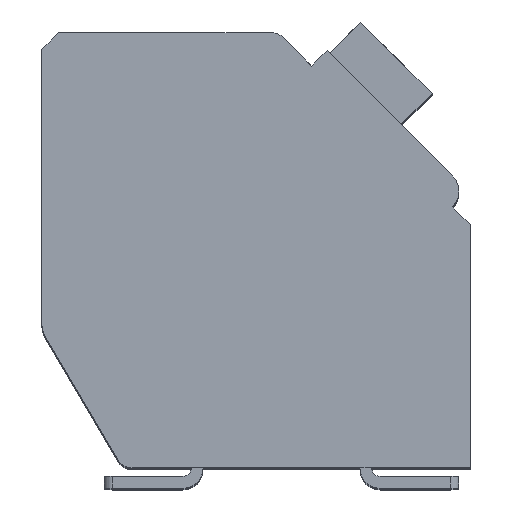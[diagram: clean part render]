
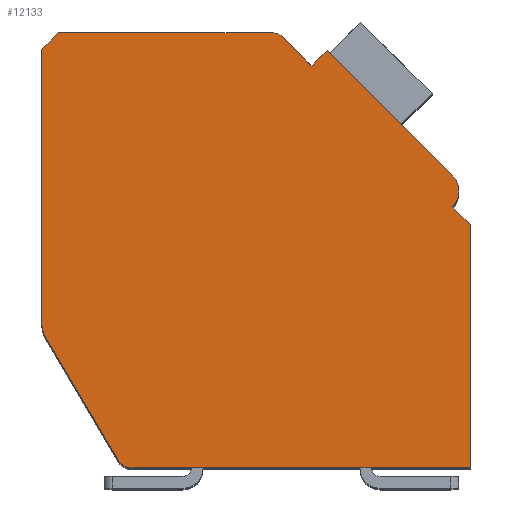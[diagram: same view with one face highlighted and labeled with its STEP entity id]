
A CAD part, top view. The second image highlights one B-rep face of the part: STEP entity #12133.
In plain terms, the highlighted planar face has unit normal (0, 0, 1).
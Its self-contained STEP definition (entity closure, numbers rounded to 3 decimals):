
#294=DIRECTION('',(0.,-1.,0.));
#295=VECTOR('',#294,8.053);
#296=CARTESIAN_POINT('',(-12.7,12.4,2.1));
#297=LINE('',#296,#295);
#298=DIRECTION('',(-0.707,-0.707,0.));
#299=VECTOR('',#298,0.707);
#300=CARTESIAN_POINT('',(-12.2,12.9,2.1));
#301=LINE('',#300,#299);
#302=DIRECTION('',(-1.,0.,0.));
#303=VECTOR('',#302,6.298);
#304=CARTESIAN_POINT('',(-5.902,12.9,2.1));
#305=LINE('',#304,#303);
#306=CARTESIAN_POINT('',(-5.902,12.4,2.1));
#307=DIRECTION('',(0.,0.,1.));
#308=DIRECTION('',(0.707,0.707,0.));
#309=AXIS2_PLACEMENT_3D('',#306,#307,#308);
#311=DIRECTION('',(-0.707,0.707,0.));
#312=VECTOR('',#311,1.197);
#313=CARTESIAN_POINT('',(-4.702,11.907,2.1));
#314=LINE('',#313,#312);
#315=DIRECTION('',(-0.707,-0.707,0.));
#316=VECTOR('',#315,0.65);
#317=CARTESIAN_POINT('',(-4.243,12.367,2.1));
#318=LINE('',#317,#316);
#319=DIRECTION('',(-0.707,0.707,0.));
#320=VECTOR('',#319,5.25);
#321=CARTESIAN_POINT('',(-0.53,8.655,2.1));
#322=LINE('',#321,#320);
#323=CARTESIAN_POINT('',(-0.99,8.195,2.1));
#324=DIRECTION('',(0.,0.,1.));
#325=DIRECTION('',(0.707,-0.707,0.));
#326=AXIS2_PLACEMENT_3D('',#323,#324,#325);
#328=DIRECTION('',(-0.707,0.707,0.));
#329=VECTOR('',#328,0.75);
#330=CARTESIAN_POINT('',(0.,7.205,2.1));
#331=LINE('',#330,#329);
#332=DIRECTION('',(0.,1.,0.));
#333=VECTOR('',#332,7.205);
#334=CARTESIAN_POINT('',(0.,0.,2.1));
#335=LINE('',#334,#333);
#336=DIRECTION('',(1.,0.,0.));
#337=VECTOR('',#336,10.014);
#338=CARTESIAN_POINT('',(-10.014,0.,2.1));
#339=LINE('',#338,#337);
#340=CARTESIAN_POINT('',(-10.014,0.5,2.1));
#341=DIRECTION('',(0.,0.,1.));
#342=DIRECTION('',(-0.862,-0.508,0.));
#343=AXIS2_PLACEMENT_3D('',#340,#341,#342);
#345=DIRECTION('',(0.508,-0.862,0.));
#346=VECTOR('',#345,4.17);
#347=CARTESIAN_POINT('',(-12.562,3.839,2.1));
#348=LINE('',#347,#346);
#349=CARTESIAN_POINT('',(-11.7,4.347,2.1));
#350=DIRECTION('',(0.,0.,1.));
#351=DIRECTION('',(-1.,0.,0.));
#352=AXIS2_PLACEMENT_3D('',#349,#350,#351);
#9118=CARTESIAN_POINT('',(-12.7,12.4,2.1));
#9119=CARTESIAN_POINT('',(-12.7,4.347,2.1));
#9120=VERTEX_POINT('',#9118);
#9121=VERTEX_POINT('',#9119);
#9122=CARTESIAN_POINT('',(-12.562,3.839,2.1));
#9123=VERTEX_POINT('',#9122);
#9124=CARTESIAN_POINT('',(-10.445,0.246,2.1));
#9125=VERTEX_POINT('',#9124);
#9126=CARTESIAN_POINT('',(-10.014,0.,2.1));
#9127=VERTEX_POINT('',#9126);
#9128=CARTESIAN_POINT('',(0.,0.,2.1));
#9129=VERTEX_POINT('',#9128);
#9130=CARTESIAN_POINT('',(0.,7.205,2.1));
#9131=VERTEX_POINT('',#9130);
#9132=CARTESIAN_POINT('',(-0.53,7.735,2.1));
#9133=VERTEX_POINT('',#9132);
#9134=CARTESIAN_POINT('',(-0.53,8.655,2.1));
#9135=VERTEX_POINT('',#9134);
#9136=CARTESIAN_POINT('',(-4.243,12.367,2.1));
#9137=VERTEX_POINT('',#9136);
#9138=CARTESIAN_POINT('',(-4.702,11.907,2.1));
#9139=VERTEX_POINT('',#9138);
#9140=CARTESIAN_POINT('',(-5.548,12.754,2.1));
#9141=VERTEX_POINT('',#9140);
#9142=CARTESIAN_POINT('',(-5.902,12.9,2.1));
#9143=VERTEX_POINT('',#9142);
#9144=CARTESIAN_POINT('',(-12.2,12.9,2.1));
#9145=VERTEX_POINT('',#9144);
#12100=CARTESIAN_POINT('',(0.,0.,2.1));
#12101=DIRECTION('',(0.,0.,1.));
#12102=DIRECTION('',(1.,0.,0.));
#12103=AXIS2_PLACEMENT_3D('',#12100,#12101,#12102);
#12104=PLANE('',#12103);
#12105=ORIENTED_EDGE('',*,*,#11853,.F.);
#12107=ORIENTED_EDGE('',*,*,#12106,.F.);
#12109=ORIENTED_EDGE('',*,*,#12108,.F.);
#12111=ORIENTED_EDGE('',*,*,#12110,.F.);
#12113=ORIENTED_EDGE('',*,*,#12112,.F.);
#12115=ORIENTED_EDGE('',*,*,#12114,.F.);
#12117=ORIENTED_EDGE('',*,*,#12116,.F.);
#12119=ORIENTED_EDGE('',*,*,#12118,.F.);
#12121=ORIENTED_EDGE('',*,*,#12120,.F.);
#12123=ORIENTED_EDGE('',*,*,#12122,.F.);
#12125=ORIENTED_EDGE('',*,*,#12124,.F.);
#12127=ORIENTED_EDGE('',*,*,#12126,.F.);
#12129=ORIENTED_EDGE('',*,*,#12128,.F.);
#12130=ORIENTED_EDGE('',*,*,#11958,.F.);
#12131=EDGE_LOOP('',(#12105,#12107,#12109,#12111,#12113,#12115,#12117,#12119,
#12121,#12123,#12125,#12127,#12129,#12130));
#12132=FACE_OUTER_BOUND('',#12131,.F.);
#310=CIRCLE('',#309,0.5);
#327=CIRCLE('',#326,0.65);
#344=CIRCLE('',#343,0.5);
#353=CIRCLE('',#352,1.);
#11853=EDGE_CURVE('',#9120,#9121,#297,.T.);
#11958=EDGE_CURVE('',#9121,#9123,#353,.T.);
#12106=EDGE_CURVE('',#9145,#9120,#301,.T.);
#12108=EDGE_CURVE('',#9143,#9145,#305,.T.);
#12110=EDGE_CURVE('',#9141,#9143,#310,.T.);
#12112=EDGE_CURVE('',#9139,#9141,#314,.T.);
#12114=EDGE_CURVE('',#9137,#9139,#318,.T.);
#12116=EDGE_CURVE('',#9135,#9137,#322,.T.);
#12118=EDGE_CURVE('',#9133,#9135,#327,.T.);
#12120=EDGE_CURVE('',#9131,#9133,#331,.T.);
#12122=EDGE_CURVE('',#9129,#9131,#335,.T.);
#12124=EDGE_CURVE('',#9127,#9129,#339,.T.);
#12126=EDGE_CURVE('',#9125,#9127,#344,.T.);
#12128=EDGE_CURVE('',#9123,#9125,#348,.T.);
#12133=ADVANCED_FACE('',(#12132),#12104,.T.);
